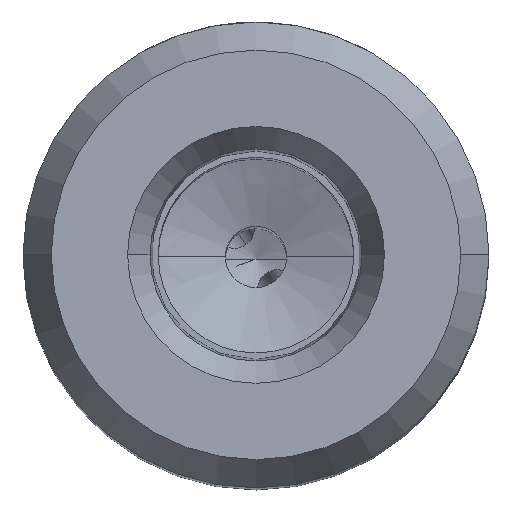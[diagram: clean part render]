
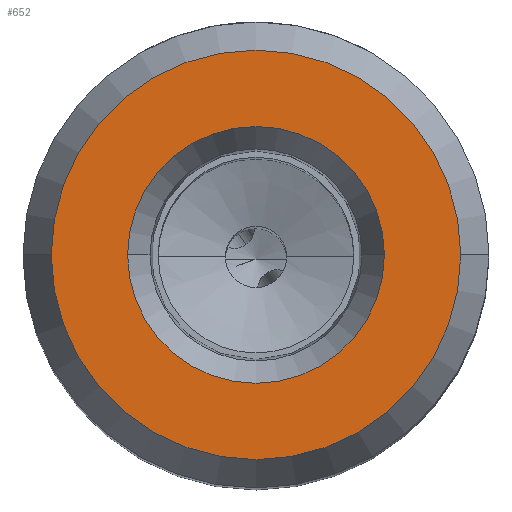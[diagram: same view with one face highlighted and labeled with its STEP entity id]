
A CAD part, top view. The second image highlights one B-rep face of the part: STEP entity #652.
In plain terms, the highlighted planar face has unit normal (0, 0, 1).
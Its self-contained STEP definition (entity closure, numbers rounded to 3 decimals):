
#98=FACE_BOUND('',#1160,.T.);
#99=FACE_BOUND('',#1161,.T.);
#160=PLANE('',#4294);
#652=ADVANCED_FACE('',(#98,#99),#160,.T.);
#1160=EDGE_LOOP('',(#1712,#1713));
#1161=EDGE_LOOP('',(#1714,#1715));
#1376=CIRCLE('',#4288,5.25);
#1377=CIRCLE('',#4290,5.25);
#1378=CIRCLE('',#4292,8.37);
#1379=CIRCLE('',#4293,8.37);
#1712=ORIENTED_EDGE('',*,*,#3349,.T.);
#1713=ORIENTED_EDGE('',*,*,#3350,.T.);
#1714=ORIENTED_EDGE('',*,*,#3351,.T.);
#1715=ORIENTED_EDGE('',*,*,#3352,.T.);
#2876=VERTEX_POINT('',#6369);
#2877=VERTEX_POINT('',#6371);
#2878=VERTEX_POINT('',#6377);
#2879=VERTEX_POINT('',#6378);
#3349=EDGE_CURVE('',#2876,#2877,#1376,.T.);
#3350=EDGE_CURVE('',#2877,#2876,#1377,.T.);
#3351=EDGE_CURVE('',#2878,#2879,#1378,.T.);
#3352=EDGE_CURVE('',#2879,#2878,#1379,.T.);
#4288=AXIS2_PLACEMENT_3D('',#6372,#4777,#4778);
#4290=AXIS2_PLACEMENT_3D('',#6374,#4781,#4782);
#4292=AXIS2_PLACEMENT_3D('',#6376,#4785,#4786);
#4293=AXIS2_PLACEMENT_3D('',#6379,#4787,#4788);
#4294=AXIS2_PLACEMENT_3D('',#6380,#4789,#4790);
#4777=DIRECTION('',(0.,0.,-1.));
#4778=DIRECTION('',(-1.,0.,0.));
#4781=DIRECTION('',(0.,0.,-1.));
#4782=DIRECTION('',(1.,0.,0.));
#4785=DIRECTION('',(0.,0.,1.));
#4786=DIRECTION('',(-1.,0.,0.));
#4787=DIRECTION('',(0.,0.,1.));
#4788=DIRECTION('',(1.,0.,0.));
#4789=DIRECTION('',(0.,0.,1.));
#4790=DIRECTION('',(-1.,0.,0.));
#6369=CARTESIAN_POINT('',(-5.25,0.,24.5));
#6371=CARTESIAN_POINT('',(5.25,0.,24.5));
#6372=CARTESIAN_POINT('',(0.,0.,24.5));
#6374=CARTESIAN_POINT('',(0.,0.,24.5));
#6376=CARTESIAN_POINT('',(0.,0.,24.5));
#6377=CARTESIAN_POINT('',(-8.37,0.,24.5));
#6378=CARTESIAN_POINT('',(8.37,0.,24.5));
#6379=CARTESIAN_POINT('',(0.,0.,24.5));
#6380=CARTESIAN_POINT('',(0.,0.,24.5));
